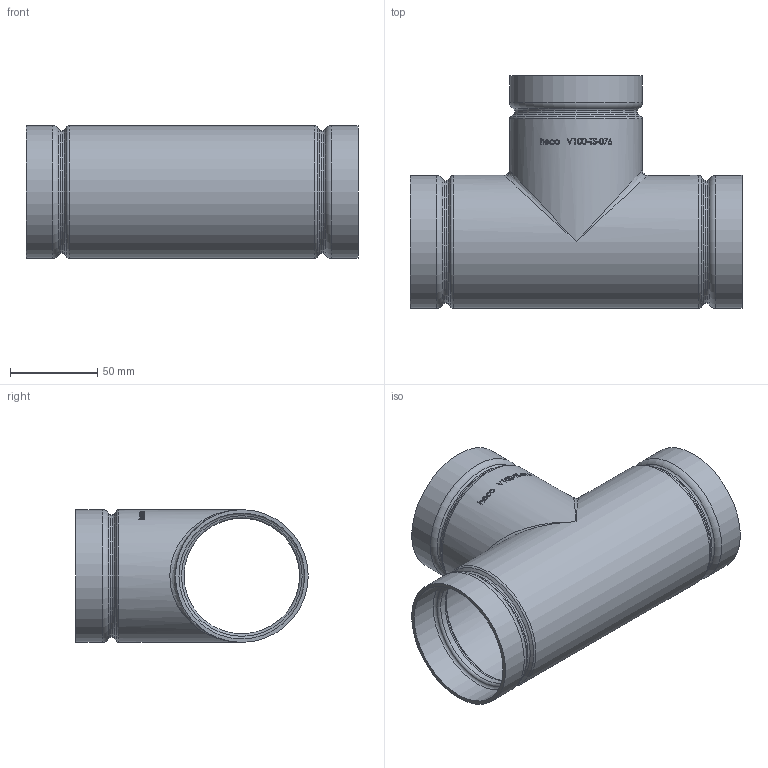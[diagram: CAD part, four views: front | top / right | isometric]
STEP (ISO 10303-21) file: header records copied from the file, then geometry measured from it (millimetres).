
FILE_DESCRIPTION (( 'STEP AP214' ), '1' );
FILE_NAME ('V100-TS-076-x Typ E492 DN65 212 Ø76,1 1812.STEP', '2018-12-14T09:06:49', ( '' ), ( '' ), 'SwSTEP 2.0', 'SolidWorks 2016', '' );
FILE_SCHEMA (( 'AUTOMOTIVE_DESIGN' ));
Length unit declared in the file: inch
Products named in the file (1): V100-TS-076-x Typ E492 DN65 212 Ø76,1 1812
Bounding box: 190.5 x 133.35 x 76.22 mm (x, y, z)
Volume: 116182 mm3; surface area: 115133.5 mm2
Topology: 1 solids, 1 shells, 213 faces, 546 edges, 349 vertices
Faces by surface type: bspline 106, plane 40, cylinder 37, torus 24, cone 6
Full cylindrical faces by diameter (mm): 66.294 x3, 70.358 x3, 72.136 x5, 76.2 x5
Entity records: 22597 total; most frequent: CARTESIAN_POINT 16625, ORIENTED_EDGE 946, EDGE_CURVE 473, DIRECTION 456, VERTEX_POINT 330, B_SPLINE_CURVE_WITH_KNOTS 319, EDGE_LOOP 285, FACE_OUTER_BOUND 253
